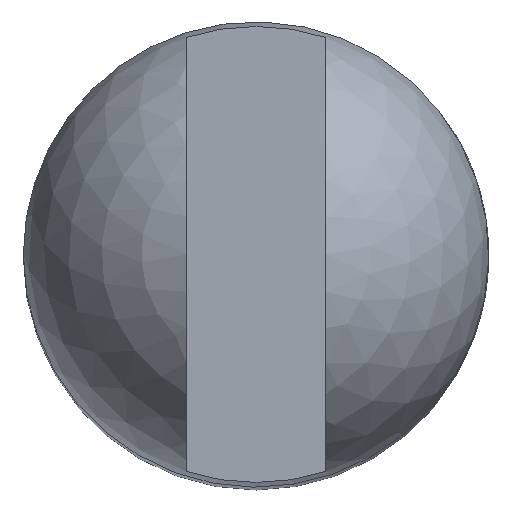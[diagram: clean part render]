
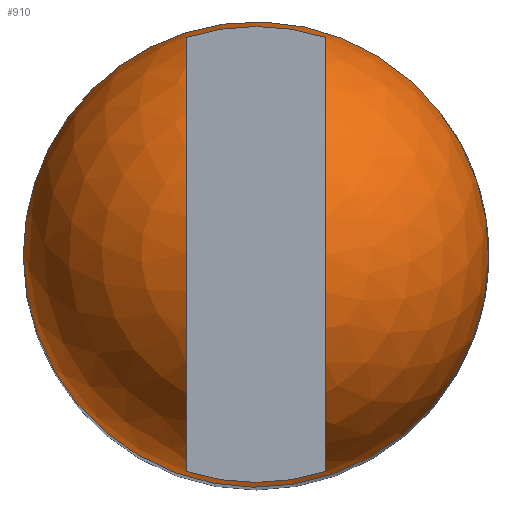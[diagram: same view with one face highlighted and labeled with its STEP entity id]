
A CAD part, top view. The second image highlights one B-rep face of the part: STEP entity #910.
In plain terms, the highlighted spherical face has radius 2 mm.
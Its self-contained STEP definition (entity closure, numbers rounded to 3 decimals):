
#725=SPHERICAL_SURFACE('',#3451,2.);
#910=ADVANCED_FACE('',(#1089,#1090),#725,.T.);
#1089=FACE_BOUND('',#1128,.T.);
#1090=FACE_BOUND('',#1129,.T.);
#1128=EDGE_LOOP('',(#1322,#1323,#1324,#1325));
#1129=EDGE_LOOP('',(#1326));
#1322=ORIENTED_EDGE('',*,*,#2058,.F.);
#1323=ORIENTED_EDGE('',*,*,#2059,.F.);
#1324=ORIENTED_EDGE('',*,*,#2060,.F.);
#1325=ORIENTED_EDGE('',*,*,#2061,.F.);
#1326=ORIENTED_EDGE('',*,*,#2042,.F.);
#1853=VERTEX_POINT('',#4638);
#1869=VERTEX_POINT('',#4767);
#1870=VERTEX_POINT('',#4768);
#1871=VERTEX_POINT('',#4770);
#1872=VERTEX_POINT('',#4772);
#2042=EDGE_CURVE('',#1853,#1853,#2322,.T.);
#2058=EDGE_CURVE('',#1869,#1870,#2329,.T.);
#2059=EDGE_CURVE('',#1871,#1869,#2330,.T.);
#2060=EDGE_CURVE('',#1872,#1871,#2331,.T.);
#2061=EDGE_CURVE('',#1870,#1872,#2332,.T.);
#2322=CIRCLE('',#3435,2.);
#2329=CIRCLE('',#3447,1.908);
#2330=CIRCLE('',#3448,1.96);
#2331=CIRCLE('',#3449,1.908);
#2332=CIRCLE('',#3450,1.96);
#3435=AXIS2_PLACEMENT_3D('',#4637,#3799,#3800);
#3447=AXIS2_PLACEMENT_3D('',#4766,#3828,#3829);
#3448=AXIS2_PLACEMENT_3D('',#4769,#3830,#3831);
#3449=AXIS2_PLACEMENT_3D('',#4771,#3832,#3833);
#3450=AXIS2_PLACEMENT_3D('',#4773,#3834,#3835);
#3451=AXIS2_PLACEMENT_3D('',#4774,#3836,#3837);
#3799=DIRECTION('',(0.,0.,-1.));
#3800=DIRECTION('',(-1.,0.,0.));
#3828=DIRECTION('',(-1.,0.,0.));
#3829=DIRECTION('',(0.,0.,-1.));
#3830=DIRECTION('',(0.,0.,1.));
#3831=DIRECTION('',(-1.,0.,0.));
#3832=DIRECTION('',(1.,0.,0.));
#3833=DIRECTION('',(0.,0.,1.));
#3834=DIRECTION('',(0.,0.,1.));
#3835=DIRECTION('',(-1.,0.,0.));
#3836=DIRECTION('',(0.,0.,-1.));
#3837=DIRECTION('',(0.,1.,0.));
#4637=CARTESIAN_POINT('',(0.,4.94,6.609));
#4638=CARTESIAN_POINT('',(-2.,4.94,6.609));
#4766=CARTESIAN_POINT('',(0.6,4.94,6.609));
#4767=CARTESIAN_POINT('',(0.6,3.075,7.009));
#4768=CARTESIAN_POINT('',(0.6,6.806,7.009));
#4769=CARTESIAN_POINT('',(0.,4.94,7.009));
#4770=CARTESIAN_POINT('',(-0.6,3.075,7.009));
#4771=CARTESIAN_POINT('',(-0.6,4.94,6.609));
#4772=CARTESIAN_POINT('',(-0.6,6.806,7.009));
#4773=CARTESIAN_POINT('',(0.,4.94,7.009));
#4774=CARTESIAN_POINT('',(0.,4.94,6.609));
